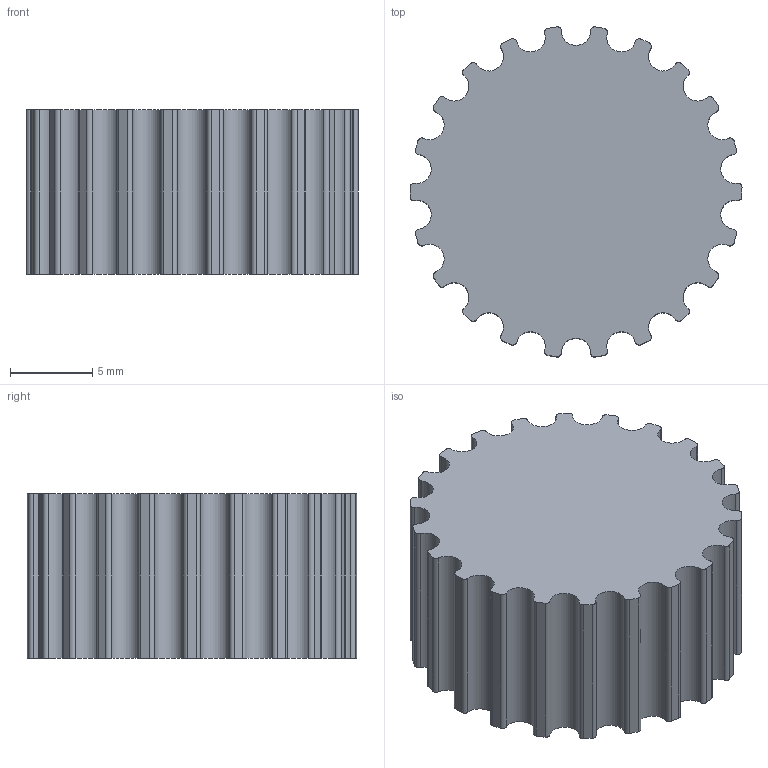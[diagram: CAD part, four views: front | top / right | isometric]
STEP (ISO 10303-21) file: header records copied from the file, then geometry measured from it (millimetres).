
FILE_DESCRIPTION(/* description */ (''),/* implementation_level */ '2;1');
FILE_NAME(/* name */ '22T Pulley template v2.step',/* time_stamp */ '2022-08-25T11:39:38+02:00',/* author */ (''),/* organization */ (''),/* preprocessor_version */ 'ST-DEVELOPER v19',/* originating_system */ 'Autodesk Translation Framework v11.7.0.108',/* authorisation */ '');
FILE_SCHEMA (('AUTOMOTIVE_DESIGN { 1 0 10303 214 3 1 1 }'));
Length unit declared in the file: millimetre
Products named in the file (2): 22T Pulley template; 22T Pulley
Assembly tree (1 placements, depth 2):
  22T Pulley template
    22T Pulley
Bounding box: 20.24 x 20.12 x 10 mm (x, y, z)
Volume: 2822.8 mm3; surface area: 1483.3 mm2
Topology: 1 solids, 1 shells, 90 faces, 264 edges, 176 vertices
Faces by surface type: cylinder 66, plane 24
Entity records: 3113 total; most frequent: DIRECTION 582, CARTESIAN_POINT 533, ORIENTED_EDGE 528, EDGE_CURVE 264, AXIS2_PLACEMENT_3D 225, VERTEX_POINT 176, CIRCLE 132, LINE 132
